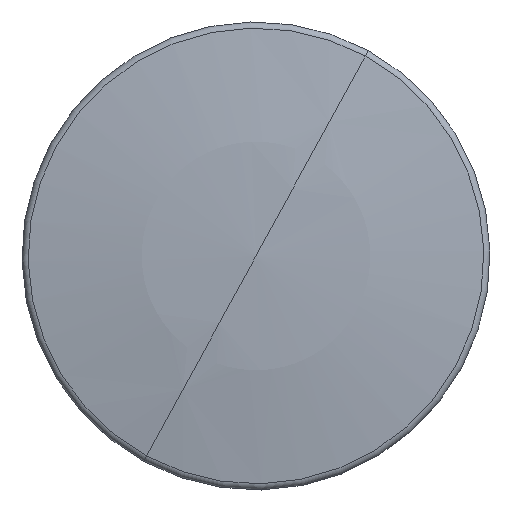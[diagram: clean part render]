
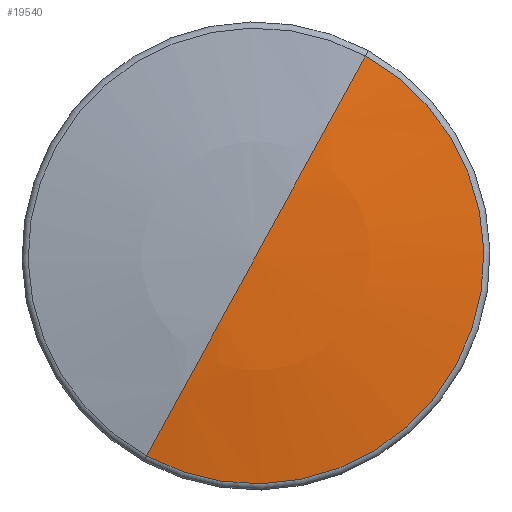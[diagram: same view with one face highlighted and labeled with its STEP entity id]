
A CAD part, top view. The second image highlights one B-rep face of the part: STEP entity #19540.
In plain terms, the highlighted spherical face has radius 100 mm.
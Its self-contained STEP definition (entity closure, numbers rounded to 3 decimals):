
#19512=AXIS2_PLACEMENT_3D('Sphere Axis2P3D',#19509,#19510,#19511) ;
#19516=AXIS2_PLACEMENT_3D('Circle Axis2P3D',#19514,#19515,$) ;
#19525=AXIS2_PLACEMENT_3D('Circle Axis2P3D',#19523,#19524,$) ;
#19532=AXIS2_PLACEMENT_3D('Circle Axis2P3D',#19530,#19531,$) ;
#19509=CARTESIAN_POINT('Axis2P3D Location',(0.,0.,-72.7)) ;
#19514=CARTESIAN_POINT('Axis2P3D Location',(0.,0.,-72.7)) ;
#19518=CARTESIAN_POINT('Vertex',(0.,0.,27.3)) ;
#19520=CARTESIAN_POINT('Vertex',(-7.468,-13.671,26.079)) ;
#19523=CARTESIAN_POINT('Axis2P3D Location',(0.,0.,26.079)) ;
#19527=CARTESIAN_POINT('Vertex',(7.468,13.671,26.079)) ;
#19530=CARTESIAN_POINT('Axis2P3D Location',(0.,0.,-72.7)) ;
#19510=DIRECTION('Axis2P3D Direction',(0.,0.,-1.)) ;
#19511=DIRECTION('Axis2P3D XDirection',(0.479,0.878,0.)) ;
#19515=DIRECTION('Axis2P3D Direction',(0.878,-0.479,0.)) ;
#19524=DIRECTION('Axis2P3D Direction',(0.,0.,-1.)) ;
#19531=DIRECTION('Axis2P3D Direction',(-0.878,0.479,0.)) ;
#19536=ORIENTED_EDGE('',*,*,#19522,.T.) ;
#19537=ORIENTED_EDGE('',*,*,#19529,.F.) ;
#19538=ORIENTED_EDGE('',*,*,#19534,.F.) ;
#19540=ADVANCED_FACE('Corps principal ( *SOL1 - wsp *MASTER -  )',(#19539),#19513,.T.) ;
#19517=CIRCLE('generated circle',#19516,100.) ;
#19526=CIRCLE('generated circle',#19525,15.578) ;
#19533=CIRCLE('generated circle',#19532,100.) ;
#19522=EDGE_CURVE('',#19519,#19521,#19517,.T.) ;
#19529=EDGE_CURVE('',#19528,#19521,#19526,.T.) ;
#19534=EDGE_CURVE('',#19519,#19528,#19533,.T.) ;
#19535=EDGE_LOOP('',(#19536,#19537,#19538)) ;
#19539=FACE_OUTER_BOUND('',#19535,.T.) ;
#19513=SPHERICAL_SURFACE('',#19512,100.) ;
#19519=VERTEX_POINT('',#19518) ;
#19521=VERTEX_POINT('',#19520) ;
#19528=VERTEX_POINT('',#19527) ;
